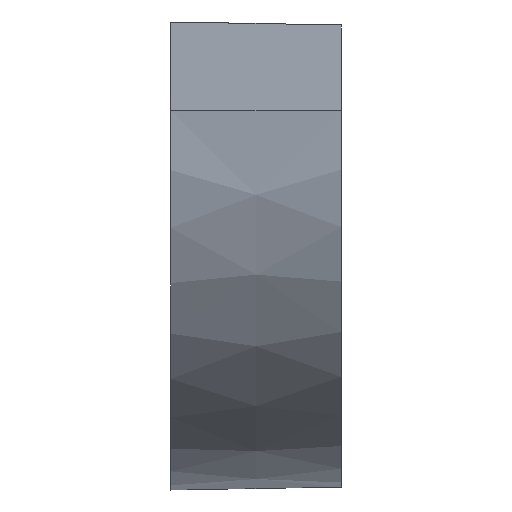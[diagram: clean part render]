
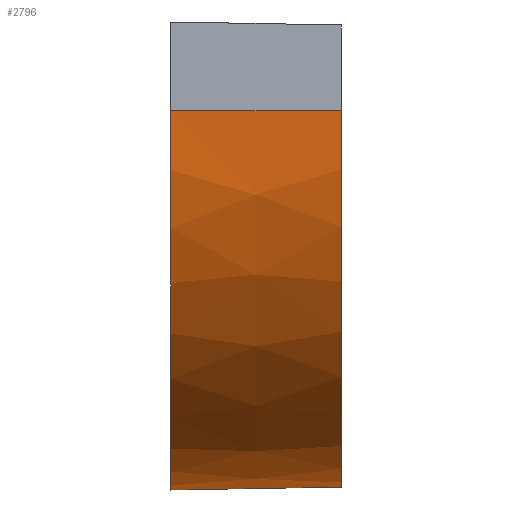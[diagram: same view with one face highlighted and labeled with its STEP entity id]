
A CAD part, left-side view. The second image highlights one B-rep face of the part: STEP entity #2796.
In plain terms, the highlighted conical face has half-angle 1 degrees and reference radius 24.1 mm.
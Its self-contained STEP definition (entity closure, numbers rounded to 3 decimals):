
#265 = AXIS2_PLACEMENT_3D ( 'NONE', #4761, #10548, #5610 ) ;
#629 = ORIENTED_EDGE ( 'NONE', *, *, #1592, .T. ) ;
#1462 = DIRECTION ( 'NONE',  ( 0.017, -1., 0. ) ) ;
#1474 = EDGE_CURVE ( 'NONE', #7834, #5962, #3898, .T. ) ;
#1592 = EDGE_CURVE ( 'NONE', #6976, #2056, #3391, .T. ) ;
#2056 = VERTEX_POINT ( 'NONE', #6981 ) ;
#2151 = FACE_OUTER_BOUND ( 'NONE', #4620, .T. ) ;
#2303 = CARTESIAN_POINT ( 'NONE',  ( 0., -5.45, -5.5 ) ) ;
#2745 = ORIENTED_EDGE ( 'NONE', *, *, #5067, .F. ) ;
#2796 = ADVANCED_FACE ( 'NONE', ( #2151 ), #4096, .T. ) ;
#2928 = DIRECTION ( 'NONE',  ( 0., 0., -1. ) ) ;
#3321 = EDGE_CURVE ( 'NONE', #7834, #6976, #3967, .T. ) ;
#3391 = CIRCLE ( 'NONE', #265, 24.1 ) ;
#3645 = DIRECTION ( 'NONE',  ( 0., 1., 0. ) ) ;
#3678 = CARTESIAN_POINT ( 'NONE',  ( 24.1, 5.45, -29.79 ) ) ;
#3898 = CIRCLE ( 'NONE', #5750, 24.29 ) ;
#3967 = LINE ( 'NONE', #4205, #8119 ) ;
#4066 = LINE ( 'NONE', #2303, #8230 ) ;
#4096 = CONICAL_SURFACE ( 'NONE', #7477, 24.1, 0.017 ) ;
#4205 = CARTESIAN_POINT ( 'NONE',  ( 24.1, -5.45, -29.6 ) ) ;
#4620 = EDGE_LOOP ( 'NONE', ( #629, #2745, #7341, #7867 ) ) ;
#4761 = CARTESIAN_POINT ( 'NONE',  ( 24.1, -5.45, -5.5 ) ) ;
#5067 = EDGE_CURVE ( 'NONE', #5962, #2056, #4066, .T. ) ;
#5610 = DIRECTION ( 'NONE',  ( 0., 0., -1. ) ) ;
#5750 = AXIS2_PLACEMENT_3D ( 'NONE', #8609, #3645, #9416 ) ;
#5893 = CARTESIAN_POINT ( 'NONE',  ( -0.19, 5.45, -5.5 ) ) ;
#5962 = VERTEX_POINT ( 'NONE', #5893 ) ;
#6235 = DIRECTION ( 'NONE',  ( 0., 1., 0. ) ) ;
#6976 = VERTEX_POINT ( 'NONE', #10635 ) ;
#6981 = CARTESIAN_POINT ( 'NONE',  ( 0., -5.45, -5.5 ) ) ;
#7341 = ORIENTED_EDGE ( 'NONE', *, *, #1474, .F. ) ;
#7477 = AXIS2_PLACEMENT_3D ( 'NONE', #8660, #6235, #2928 ) ;
#7834 = VERTEX_POINT ( 'NONE', #3678 ) ;
#7867 = ORIENTED_EDGE ( 'NONE', *, *, #3321, .T. ) ;
#8119 = VECTOR ( 'NONE', #9907, 1000. ) ;
#8230 = VECTOR ( 'NONE', #1462, 1000. ) ;
#8609 = CARTESIAN_POINT ( 'NONE',  ( 24.1, 5.45, -5.5 ) ) ;
#8660 = CARTESIAN_POINT ( 'NONE',  ( 24.1, -5.45, -5.5 ) ) ;
#9416 = DIRECTION ( 'NONE',  ( 0., 0., -1. ) ) ;
#9907 = DIRECTION ( 'NONE',  ( 0., -1., 0.017 ) ) ;
#10548 = DIRECTION ( 'NONE',  ( 0., 1., 0. ) ) ;
#10635 = CARTESIAN_POINT ( 'NONE',  ( 24.1, -5.45, -29.6 ) ) ;
